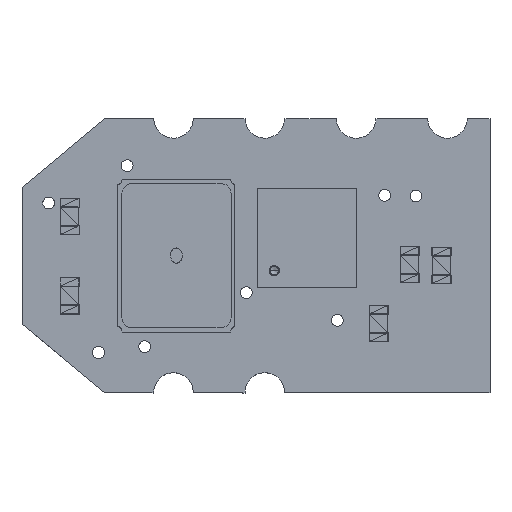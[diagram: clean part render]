
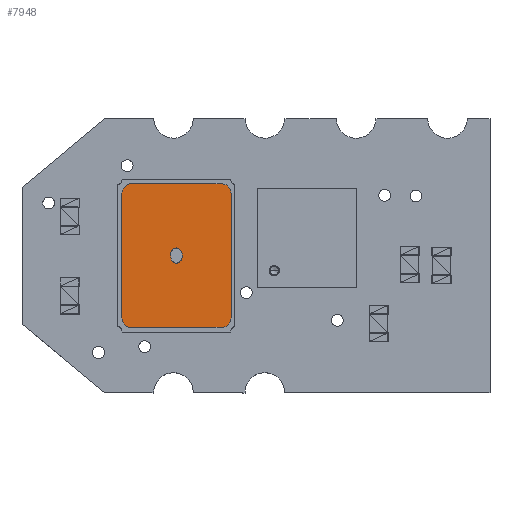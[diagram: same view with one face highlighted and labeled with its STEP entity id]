
A CAD part, top view. The second image highlights one B-rep face of the part: STEP entity #7948.
In plain terms, the highlighted free-form (B-spline) face has degree [1, 1] with [2, 2] control points.
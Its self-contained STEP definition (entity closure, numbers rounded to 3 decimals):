
#7625 = VERTEX_POINT('',#7626);
#7626 = CARTESIAN_POINT('',(2.338,1.625,0.16));
#7631 = EDGE_CURVE('',#7632,#7625,#7634,.T.);
#7632 = VERTEX_POINT('',#7633);
#7633 = CARTESIAN_POINT('',(1.913,1.625,0.16));
#7634 = ( BOUNDED_CURVE() B_SPLINE_CURVE(2,(#7635,#7636,#7637,#7638,
#7639),.UNSPECIFIED.,.F.,.F.) B_SPLINE_CURVE_WITH_KNOTS((3,2,3),(
    3.142,4.712,6.283),
.PIECEWISE_BEZIER_KNOTS.) CURVE() GEOMETRIC_REPRESENTATION_ITEM() 
RATIONAL_B_SPLINE_CURVE((1.,0.707,1.,0.707,1.)) 
REPRESENTATION_ITEM('') );
#7635 = CARTESIAN_POINT('',(1.913,1.625,0.16));
#7636 = CARTESIAN_POINT('',(1.913,1.463,0.16));
#7637 = CARTESIAN_POINT('',(2.125,1.463,0.16));
#7638 = CARTESIAN_POINT('',(2.338,1.463,0.16));
#7639 = CARTESIAN_POINT('',(2.338,1.625,0.16));
#7661 = EDGE_CURVE('',#7625,#7632,#7662,.T.);
#7662 = ( BOUNDED_CURVE() B_SPLINE_CURVE(2,(#7663,#7664,#7665,#7666,
#7667),.UNSPECIFIED.,.F.,.F.) B_SPLINE_CURVE_WITH_KNOTS((3,2,3),(0.
,1.571,3.142),.PIECEWISE_BEZIER_KNOTS.) CURVE() 
GEOMETRIC_REPRESENTATION_ITEM() RATIONAL_B_SPLINE_CURVE((1.,
0.707,1.,0.707,1.)) REPRESENTATION_ITEM('') );
#7663 = CARTESIAN_POINT('',(2.338,1.625,0.16));
#7664 = CARTESIAN_POINT('',(2.338,1.788,0.16));
#7665 = CARTESIAN_POINT('',(2.125,1.788,0.16));
#7666 = CARTESIAN_POINT('',(1.913,1.788,0.16));
#7667 = CARTESIAN_POINT('',(1.913,1.625,0.16));
#7766 = VERTEX_POINT('',#7767);
#7767 = CARTESIAN_POINT('',(0.468,3.153,0.16));
#7772 = EDGE_CURVE('',#7766,#7773,#7775,.T.);
#7773 = VERTEX_POINT('',#7774);
#7774 = CARTESIAN_POINT('',(3.783,3.153,0.16));
#7775 = B_SPLINE_CURVE_WITH_KNOTS('',1,(#7776,#7777),.UNSPECIFIED.,.F.,
  .F.,(2,2),(-1.95,1.95),.PIECEWISE_BEZIER_KNOTS.);
#7776 = CARTESIAN_POINT('',(0.468,3.153,0.16));
#7777 = CARTESIAN_POINT('',(3.783,3.153,0.16));
#7794 = VERTEX_POINT('',#7795);
#7795 = CARTESIAN_POINT('',(0.128,2.893,0.16));
#7800 = EDGE_CURVE('',#7766,#7794,#7801,.T.);
#7801 = ( BOUNDED_CURVE() B_SPLINE_CURVE(2,(#7802,#7803,#7804),
.UNSPECIFIED.,.F.,.F.) B_SPLINE_CURVE_WITH_KNOTS((3,3),(1.571,
3.142),.PIECEWISE_BEZIER_KNOTS.) CURVE() 
GEOMETRIC_REPRESENTATION_ITEM() RATIONAL_B_SPLINE_CURVE((1.,
0.707,1.)) REPRESENTATION_ITEM('') );
#7802 = CARTESIAN_POINT('',(0.468,3.153,0.16));
#7803 = CARTESIAN_POINT('',(0.128,3.153,0.16));
#7804 = CARTESIAN_POINT('',(0.128,2.893,0.16));
#7819 = VERTEX_POINT('',#7820);
#7820 = CARTESIAN_POINT('',(0.128,0.358,0.16));
#7825 = EDGE_CURVE('',#7794,#7819,#7826,.T.);
#7826 = B_SPLINE_CURVE_WITH_KNOTS('',1,(#7827,#7828),.UNSPECIFIED.,.F.,
  .F.,(2,2),(-7.591,-3.691),.PIECEWISE_BEZIER_KNOTS.);
#7827 = CARTESIAN_POINT('',(0.128,2.893,0.16));
#7828 = CARTESIAN_POINT('',(0.128,0.358,0.16));
#7841 = VERTEX_POINT('',#7842);
#7842 = CARTESIAN_POINT('',(0.468,0.098,0.16));
#7847 = EDGE_CURVE('',#7819,#7841,#7848,.T.);
#7848 = ( BOUNDED_CURVE() B_SPLINE_CURVE(2,(#7849,#7850,#7851),
.UNSPECIFIED.,.F.,.F.) B_SPLINE_CURVE_WITH_KNOTS((3,3),(3.142,
4.712),.PIECEWISE_BEZIER_KNOTS.) CURVE() 
GEOMETRIC_REPRESENTATION_ITEM() RATIONAL_B_SPLINE_CURVE((1.,
0.707,1.)) REPRESENTATION_ITEM('') );
#7849 = CARTESIAN_POINT('',(0.128,0.358,0.16));
#7850 = CARTESIAN_POINT('',(0.128,0.098,0.16));
#7851 = CARTESIAN_POINT('',(0.468,0.098,0.16));
#7866 = VERTEX_POINT('',#7867);
#7867 = CARTESIAN_POINT('',(3.783,0.098,0.16));
#7872 = EDGE_CURVE('',#7841,#7866,#7873,.T.);
#7873 = B_SPLINE_CURVE_WITH_KNOTS('',1,(#7874,#7875),.UNSPECIFIED.,.F.,
  .F.,(2,2),(-1.95,1.95),.PIECEWISE_BEZIER_KNOTS.);
#7874 = CARTESIAN_POINT('',(0.468,0.098,0.16));
#7875 = CARTESIAN_POINT('',(3.783,0.098,0.16));
#7888 = VERTEX_POINT('',#7889);
#7889 = CARTESIAN_POINT('',(4.123,0.358,0.16));
#7894 = EDGE_CURVE('',#7866,#7888,#7895,.T.);
#7895 = ( BOUNDED_CURVE() B_SPLINE_CURVE(2,(#7896,#7897,#7898),
.UNSPECIFIED.,.F.,.F.) B_SPLINE_CURVE_WITH_KNOTS((3,3),(4.712,
6.283),.PIECEWISE_BEZIER_KNOTS.) CURVE() 
GEOMETRIC_REPRESENTATION_ITEM() RATIONAL_B_SPLINE_CURVE((1.,
0.707,1.)) REPRESENTATION_ITEM('') );
#7896 = CARTESIAN_POINT('',(3.783,0.098,0.16));
#7897 = CARTESIAN_POINT('',(4.123,0.098,0.16));
#7898 = CARTESIAN_POINT('',(4.123,0.358,0.16));
#7913 = VERTEX_POINT('',#7914);
#7914 = CARTESIAN_POINT('',(4.123,2.893,0.16));
#7919 = EDGE_CURVE('',#7913,#7888,#7920,.T.);
#7920 = B_SPLINE_CURVE_WITH_KNOTS('',1,(#7921,#7922),.UNSPECIFIED.,.F.,
  .F.,(2,2),(-7.591,-3.691),.PIECEWISE_BEZIER_KNOTS.);
#7921 = CARTESIAN_POINT('',(4.123,2.893,0.16));
#7922 = CARTESIAN_POINT('',(4.123,0.358,0.16));
#7935 = EDGE_CURVE('',#7773,#7913,#7936,.T.);
#7936 = ( BOUNDED_CURVE() B_SPLINE_CURVE(2,(#7937,#7938,#7939),
.UNSPECIFIED.,.F.,.F.) B_SPLINE_CURVE_WITH_KNOTS((3,3),(4.712,
6.283),.PIECEWISE_BEZIER_KNOTS.) CURVE() 
GEOMETRIC_REPRESENTATION_ITEM() RATIONAL_B_SPLINE_CURVE((1.,
0.707,1.)) REPRESENTATION_ITEM('') );
#7937 = CARTESIAN_POINT('',(3.783,3.153,0.16));
#7938 = CARTESIAN_POINT('',(4.123,3.153,0.16));
#7939 = CARTESIAN_POINT('',(4.123,2.893,0.16));
#7948 = ADVANCED_FACE('',(#7949,#7953),#7963,.T.);
#7949 = FACE_BOUND('',#7950,.T.);
#7950 = EDGE_LOOP('',(#7951,#7952));
#7951 = ORIENTED_EDGE('',*,*,#7661,.F.);
#7952 = ORIENTED_EDGE('',*,*,#7631,.F.);
#7953 = FACE_BOUND('',#7954,.T.);
#7954 = EDGE_LOOP('',(#7955,#7956,#7957,#7958,#7959,#7960,#7961,#7962));
#7955 = ORIENTED_EDGE('',*,*,#7772,.F.);
#7956 = ORIENTED_EDGE('',*,*,#7800,.T.);
#7957 = ORIENTED_EDGE('',*,*,#7825,.T.);
#7958 = ORIENTED_EDGE('',*,*,#7847,.T.);
#7959 = ORIENTED_EDGE('',*,*,#7872,.T.);
#7960 = ORIENTED_EDGE('',*,*,#7894,.T.);
#7961 = ORIENTED_EDGE('',*,*,#7919,.F.);
#7962 = ORIENTED_EDGE('',*,*,#7935,.F.);
#7963 = B_SPLINE_SURFACE_WITH_KNOTS('',1,1,(
    (#7964,#7965)
    ,(#7966,#7967
    )),.UNSPECIFIED.,.F.,.F.,.F.,(2,2),(2,2),(-2.352,
    2.352),(3.29,7.993),
  .PIECEWISE_BEZIER_KNOTS.);
#7964 = CARTESIAN_POINT('',(0.126,0.096,0.16));
#7965 = CARTESIAN_POINT('',(0.126,3.154,0.16));
#7966 = CARTESIAN_POINT('',(4.124,0.096,0.16));
#7967 = CARTESIAN_POINT('',(4.124,3.154,0.16));
